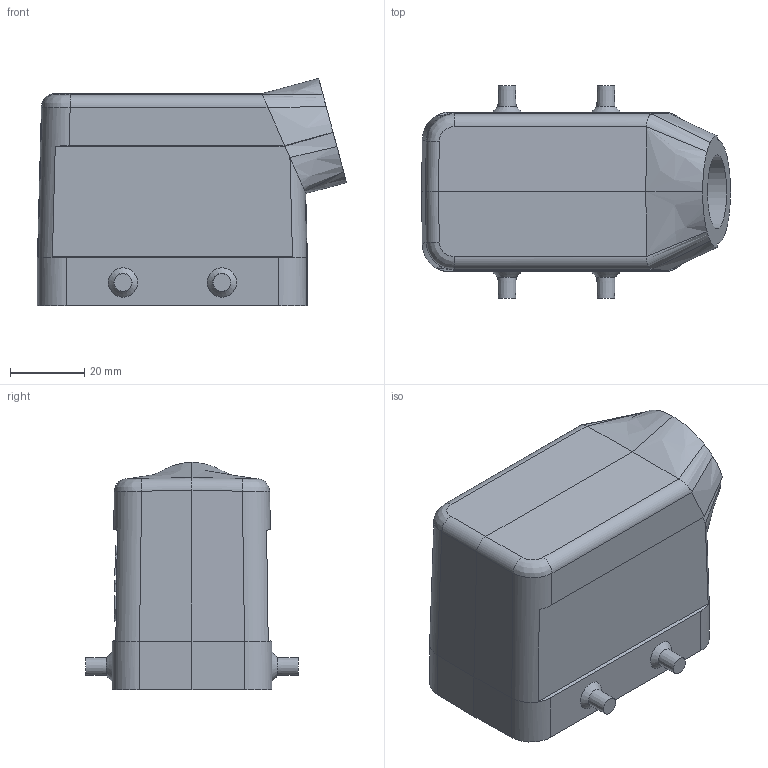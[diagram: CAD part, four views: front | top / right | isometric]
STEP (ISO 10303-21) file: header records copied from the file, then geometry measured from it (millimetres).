
FILE_DESCRIPTION(/* description */ (''),/* implementation_level */ '2;1');
FILE_NAME(/* name */ '100583086ugm000_d.stp',/* time_stamp */ '2020-02-18T12:40:09+01:00',/* author */ (''),/* organization */ (''),/* preprocessor_version */ 'ST-DEVELOPER v16.7',/* originating_system */ 'SIEMENS PLM Software NX 12.0',/* authorisation */ '');
FILE_SCHEMA (('AUTOMOTIVE_DESIGN { 1 0 10303 214 3 1 1 1 }'));
Length unit declared in the file: millimetre
Products named in the file (1): 100583086ugm000_d
Bounding box: 83.12 x 57.2 x 61.09 mm (x, y, z)
Volume: 56453.5 mm3; surface area: 30674 mm2
Topology: 1 solids, 1 shells, 212 faces, 550 edges, 363 vertices
Faces by surface type: plane 140, bspline 30, cylinder 24, cone 18
Full cylindrical faces by diameter (mm): 3 x4, 16 x1, 20 x1
Entity records: 8249 total; most frequent: CARTESIAN_POINT 2731, ORIENTED_EDGE 1042, DIRECTION 852, EDGE_CURVE 521, VERTEX_POINT 356, LINE 344, VECTOR 344, EDGE_LOOP 255
